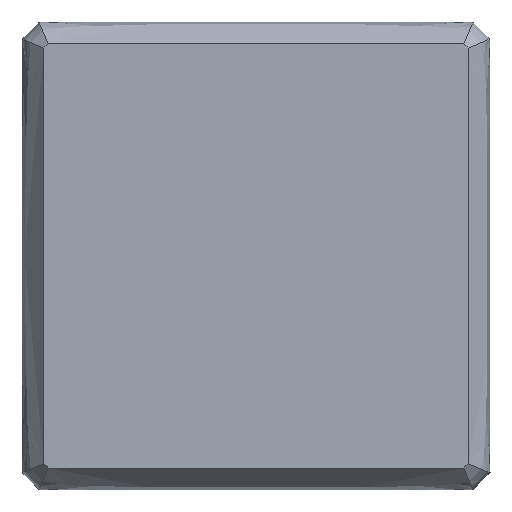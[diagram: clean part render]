
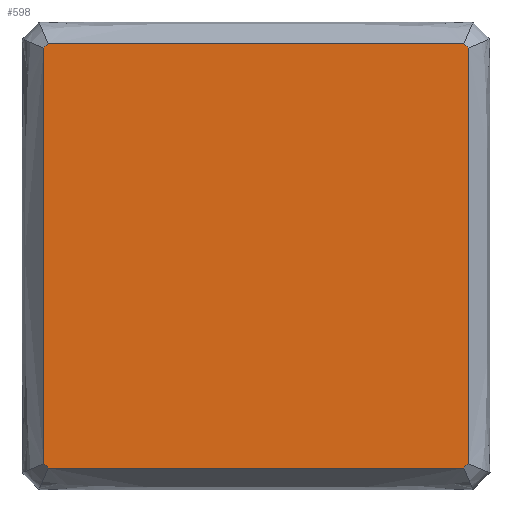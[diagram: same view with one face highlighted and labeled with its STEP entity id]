
A CAD part, top view. The second image highlights one B-rep face of the part: STEP entity #598.
In plain terms, the highlighted planar face has unit normal (0, 0, -1).
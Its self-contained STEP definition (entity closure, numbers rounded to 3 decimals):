
#41 = VERTEX_POINT ( 'NONE', #924 ) ;
#42 = CARTESIAN_POINT ( 'NONE',  ( 133.822, -136.5, 0. ) ) ;
#48 = VERTEX_POINT ( 'NONE', #96 ) ;
#54 = VECTOR ( 'NONE', #392, 1000. ) ;
#96 = CARTESIAN_POINT ( 'NONE',  ( 133.822, -136.5, 0. ) ) ;
#107 = DIRECTION ( 'NONE',  ( 0.707, -0.707, 0. ) ) ;
#138 = DIRECTION ( 'NONE',  ( 0., 0., -1. ) ) ;
#139 = LINE ( 'NONE', #196, #509 ) ;
#165 = VECTOR ( 'NONE', #191, 1000. ) ;
#191 = DIRECTION ( 'NONE',  ( -1., 0., 0. ) ) ;
#196 = CARTESIAN_POINT ( 'NONE',  ( 133.822, 136.5, 0. ) ) ;
#239 = ORIENTED_EDGE ( 'NONE', *, *, #1190, .T. ) ;
#263 = LINE ( 'NONE', #633, #1728 ) ;
#290 = CARTESIAN_POINT ( 'NONE',  ( 133.822, 136.5, 0. ) ) ;
#307 = LINE ( 'NONE', #1812, #1064 ) ;
#313 = CARTESIAN_POINT ( 'NONE',  ( 136.5, 133.822, 0. ) ) ;
#370 = ORIENTED_EDGE ( 'NONE', *, *, #1229, .T. ) ;
#380 = DIRECTION ( 'NONE',  ( 0., -1., 0. ) ) ;
#392 = DIRECTION ( 'NONE',  ( -0.707, 0.707, 0. ) ) ;
#404 = PLANE ( 'NONE',  #537 ) ;
#419 = LINE ( 'NONE', #1135, #54 ) ;
#509 = VECTOR ( 'NONE', #107, 1000. ) ;
#533 = LINE ( 'NONE', #1477, #1227 ) ;
#537 = AXIS2_PLACEMENT_3D ( 'NONE', #1010, #138, #1151 ) ;
#598 = ADVANCED_FACE ( 'NONE', ( #1459 ), #404, .T. ) ;
#610 = ORIENTED_EDGE ( 'NONE', *, *, #1266, .T. ) ;
#613 = VERTEX_POINT ( 'NONE', #290 ) ;
#633 = CARTESIAN_POINT ( 'NONE',  ( -133.822, 136.5, 0. ) ) ;
#731 = VERTEX_POINT ( 'NONE', #313 ) ;
#761 = DIRECTION ( 'NONE',  ( 0., 1., 0. ) ) ;
#797 = DIRECTION ( 'NONE',  ( 1., 0., 0. ) ) ;
#860 = ORIENTED_EDGE ( 'NONE', *, *, #1323, .T. ) ;
#905 = ORIENTED_EDGE ( 'NONE', *, *, #1293, .T. ) ;
#924 = CARTESIAN_POINT ( 'NONE',  ( -136.5, -133.822, 0. ) ) ;
#970 = VERTEX_POINT ( 'NONE', #1175 ) ;
#976 = CARTESIAN_POINT ( 'NONE',  ( 136.5, 133.822, 0. ) ) ;
#1007 = VERTEX_POINT ( 'NONE', #1749 ) ;
#1010 = CARTESIAN_POINT ( 'NONE',  ( 0., 0., 0. ) ) ;
#1023 = VERTEX_POINT ( 'NONE', #1480 ) ;
#1040 = LINE ( 'NONE', #1236, #1777 ) ;
#1064 = VECTOR ( 'NONE', #1806, 1000. ) ;
#1135 = CARTESIAN_POINT ( 'NONE',  ( -133.822, -136.5, 0. ) ) ;
#1151 = DIRECTION ( 'NONE',  ( 0., 1., 0. ) ) ;
#1175 = CARTESIAN_POINT ( 'NONE',  ( -136.5, 133.822, 0. ) ) ;
#1190 = EDGE_CURVE ( 'NONE', #1023, #41, #419, .T. ) ;
#1227 = VECTOR ( 'NONE', #761, 1000. ) ;
#1229 = EDGE_CURVE ( 'NONE', #48, #1023, #1631, .T. ) ;
#1236 = CARTESIAN_POINT ( 'NONE',  ( -136.5, 133.822, 0. ) ) ;
#1249 = LINE ( 'NONE', #976, #1561 ) ;
#1250 = ORIENTED_EDGE ( 'NONE', *, *, #1381, .T. ) ;
#1266 = EDGE_CURVE ( 'NONE', #41, #970, #533, .T. ) ;
#1293 = EDGE_CURVE ( 'NONE', #970, #1752, #1040, .T. ) ;
#1308 = ORIENTED_EDGE ( 'NONE', *, *, #1361, .T. ) ;
#1323 = EDGE_CURVE ( 'NONE', #1752, #613, #263, .T. ) ;
#1326 = CARTESIAN_POINT ( 'NONE',  ( -133.822, 136.5, 0. ) ) ;
#1361 = EDGE_CURVE ( 'NONE', #613, #731, #139, .T. ) ;
#1381 = EDGE_CURVE ( 'NONE', #731, #1007, #1249, .T. ) ;
#1402 = EDGE_LOOP ( 'NONE', ( #370, #239, #610, #905, #860, #1308, #1250, #1506 ) ) ;
#1412 = EDGE_CURVE ( 'NONE', #1007, #48, #307, .T. ) ;
#1459 = FACE_OUTER_BOUND ( 'NONE', #1402, .T. ) ;
#1477 = CARTESIAN_POINT ( 'NONE',  ( -136.5, -133.822, 0. ) ) ;
#1480 = CARTESIAN_POINT ( 'NONE',  ( -133.822, -136.5, 0. ) ) ;
#1506 = ORIENTED_EDGE ( 'NONE', *, *, #1412, .T. ) ;
#1561 = VECTOR ( 'NONE', #380, 1000. ) ;
#1610 = DIRECTION ( 'NONE',  ( 0.707, 0.707, 0. ) ) ;
#1631 = LINE ( 'NONE', #42, #165 ) ;
#1728 = VECTOR ( 'NONE', #797, 1000. ) ;
#1749 = CARTESIAN_POINT ( 'NONE',  ( 136.5, -133.822, 0. ) ) ;
#1752 = VERTEX_POINT ( 'NONE', #1326 ) ;
#1777 = VECTOR ( 'NONE', #1610, 1000. ) ;
#1806 = DIRECTION ( 'NONE',  ( -0.707, -0.707, 0. ) ) ;
#1812 = CARTESIAN_POINT ( 'NONE',  ( 136.5, -133.822, 0. ) ) ;
